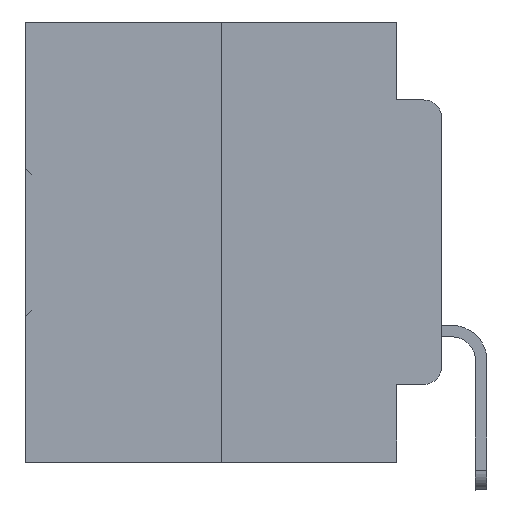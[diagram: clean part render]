
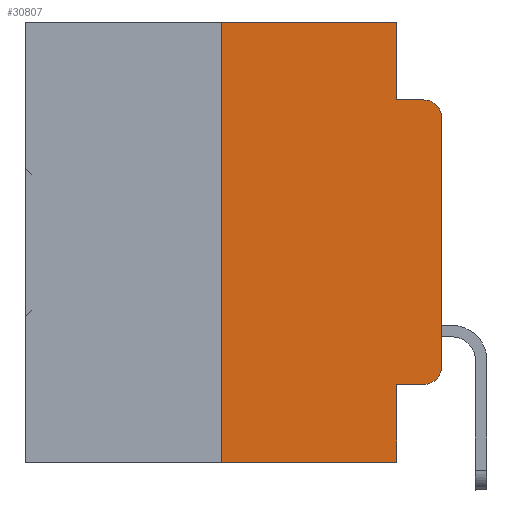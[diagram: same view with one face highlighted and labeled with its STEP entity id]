
A CAD part, left-side view. The second image highlights one B-rep face of the part: STEP entity #30807.
In plain terms, the highlighted planar face has unit normal (-1, 0, 0).
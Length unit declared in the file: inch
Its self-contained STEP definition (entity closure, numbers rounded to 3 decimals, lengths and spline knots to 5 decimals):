
#602 = DIRECTION ( 'NONE',  ( 0., 0., -1. ) ) ;
#679 = EDGE_CURVE ( 'NONE', #30221, #18146, #33800, .T. ) ;
#1684 = VECTOR ( 'NONE', #602, 39.37008 ) ;
#1893 = DIRECTION ( 'NONE',  ( 0., -1., 0. ) ) ;
#1900 = CARTESIAN_POINT ( 'NONE',  ( 0., 0.051, 0. ) ) ;
#2107 = CARTESIAN_POINT ( 'NONE',  ( 0., 0., -0.3915 ) ) ;
#2468 = VERTEX_POINT ( 'NONE', #2107 ) ;
#2889 = EDGE_CURVE ( 'NONE', #33868, #28949, #10628, .T. ) ;
#3167 = LINE ( 'NONE', #11755, #3925 ) ;
#3500 = AXIS2_PLACEMENT_3D ( 'NONE', #27166, #16287, #6120 ) ;
#3818 = DIRECTION ( 'NONE',  ( 0., -1., 0. ) ) ;
#3925 = VECTOR ( 'NONE', #13859, 39.37008 ) ;
#4279 = AXIS2_PLACEMENT_3D ( 'NONE', #33284, #28044, #6315 ) ;
#4475 = CARTESIAN_POINT ( 'NONE',  ( 0., 0.25, -0.5 ) ) ;
#5441 = CIRCLE ( 'NONE', #21144, 0.02 ) ;
#5638 = VECTOR ( 'NONE', #3818, 39.37008 ) ;
#6120 = DIRECTION ( 'NONE',  ( 0., 0., -1. ) ) ;
#6315 = DIRECTION ( 'NONE',  ( 0., 0., -1. ) ) ;
#6466 = VECTOR ( 'NONE', #1893, 39.37008 ) ;
#6473 = LINE ( 'NONE', #13987, #5638 ) ;
#7368 = DIRECTION ( 'NONE',  ( 0., -1., 0. ) ) ;
#7701 = ORIENTED_EDGE ( 'NONE', *, *, #17760, .T. ) ;
#7713 = EDGE_CURVE ( 'NONE', #28546, #2468, #24442, .T. ) ;
#7816 = LINE ( 'NONE', #21492, #16476 ) ;
#8999 = VERTEX_POINT ( 'NONE', #33464 ) ;
#9182 = CARTESIAN_POINT ( 'NONE',  ( 0., 0.02, -0.0885 ) ) ;
#9620 = DIRECTION ( 'NONE',  ( 0., 0., -1. ) ) ;
#10155 = EDGE_CURVE ( 'NONE', #29669, #28949, #5441, .T. ) ;
#10628 = LINE ( 'NONE', #34127, #6466 ) ;
#11654 = CARTESIAN_POINT ( 'NONE',  ( 0., 0.051, -0.0885 ) ) ;
#11755 = CARTESIAN_POINT ( 'NONE',  ( 0., 0., 0. ) ) ;
#12047 = EDGE_CURVE ( 'NONE', #30221, #28546, #20181, .T. ) ;
#12107 = CARTESIAN_POINT ( 'NONE',  ( 0., 0.473, -0.5 ) ) ;
#13754 = CARTESIAN_POINT ( 'NONE',  ( 0., 0.051, 0. ) ) ;
#13816 = CARTESIAN_POINT ( 'NONE',  ( 0., 0.051, -0.5 ) ) ;
#13859 = DIRECTION ( 'NONE',  ( 0., 0., 1. ) ) ;
#13987 = CARTESIAN_POINT ( 'NONE',  ( 0., 0.473, 0. ) ) ;
#14827 = CARTESIAN_POINT ( 'NONE',  ( 0., 0.02, -0.4115 ) ) ;
#15410 = ORIENTED_EDGE ( 'NONE', *, *, #17510, .F. ) ;
#16287 = DIRECTION ( 'NONE',  ( 1., 0., 0. ) ) ;
#16476 = VECTOR ( 'NONE', #18519, 39.37008 ) ;
#17510 = EDGE_CURVE ( 'NONE', #8999, #33868, #32505, .T. ) ;
#17738 = DIRECTION ( 'NONE',  ( 0., -1., 0. ) ) ;
#17760 = EDGE_CURVE ( 'NONE', #2468, #29669, #3167, .T. ) ;
#18146 = VERTEX_POINT ( 'NONE', #13816 ) ;
#18519 = DIRECTION ( 'NONE',  ( 0., 0., 1. ) ) ;
#18830 = DIRECTION ( 'NONE',  ( -1., 0., 0. ) ) ;
#19428 = EDGE_CURVE ( 'NONE', #34421, #8999, #6473, .T. ) ;
#20181 = LINE ( 'NONE', #33662, #29638 ) ;
#21144 = AXIS2_PLACEMENT_3D ( 'NONE', #32125, #18830, #29521 ) ;
#21170 = VERTEX_POINT ( 'NONE', #4475 ) ;
#21273 = ORIENTED_EDGE ( 'NONE', *, *, #12047, .T. ) ;
#21492 = CARTESIAN_POINT ( 'NONE',  ( 0., 0.25, 0. ) ) ;
#21506 = ORIENTED_EDGE ( 'NONE', *, *, #7713, .T. ) ;
#22207 = ORIENTED_EDGE ( 'NONE', *, *, #10155, .T. ) ;
#22530 = ORIENTED_EDGE ( 'NONE', *, *, #24407, .F. ) ;
#23338 = LINE ( 'NONE', #12107, #33731 ) ;
#23490 = CARTESIAN_POINT ( 'NONE',  ( 0., 0.25, 0. ) ) ;
#23621 = ORIENTED_EDGE ( 'NONE', *, *, #30563, .T. ) ;
#24360 = FACE_OUTER_BOUND ( 'NONE', #30620, .T. ) ;
#24407 = EDGE_CURVE ( 'NONE', #21170, #34421, #7816, .T. ) ;
#24442 = CIRCLE ( 'NONE', #4279, 0.02 ) ;
#24735 = ORIENTED_EDGE ( 'NONE', *, *, #2889, .F. ) ;
#24897 = CARTESIAN_POINT ( 'NONE',  ( 0., 0., -0.1085 ) ) ;
#27166 = CARTESIAN_POINT ( 'NONE',  ( 0., 0.473, 0. ) ) ;
#28044 = DIRECTION ( 'NONE',  ( -1., 0., 0. ) ) ;
#28497 = CARTESIAN_POINT ( 'NONE',  ( 0., 0.051, -0.4115 ) ) ;
#28546 = VERTEX_POINT ( 'NONE', #14827 ) ;
#28949 = VERTEX_POINT ( 'NONE', #9182 ) ;
#29521 = DIRECTION ( 'NONE',  ( 0., 0., -1. ) ) ;
#29638 = VECTOR ( 'NONE', #7368, 39.37008 ) ;
#29669 = VERTEX_POINT ( 'NONE', #24897 ) ;
#29954 = ORIENTED_EDGE ( 'NONE', *, *, #19428, .F. ) ;
#30221 = VERTEX_POINT ( 'NONE', #28497 ) ;
#30519 = ORIENTED_EDGE ( 'NONE', *, *, #679, .F. ) ;
#30563 = EDGE_CURVE ( 'NONE', #21170, #18146, #23338, .T. ) ;
#30620 = EDGE_LOOP ( 'NONE', ( #7701, #22207, #24735, #15410, #29954, #22530, #23621, #30519, #21273, #21506 ) ) ;
#30807 = ADVANCED_FACE ( 'NONE', ( #24360 ), #32569, .F. ) ;
#32125 = CARTESIAN_POINT ( 'NONE',  ( 0., 0.02, -0.1085 ) ) ;
#32505 = LINE ( 'NONE', #13754, #1684 ) ;
#32569 = PLANE ( 'NONE',  #3500 ) ;
#32784 = VECTOR ( 'NONE', #9620, 39.37008 ) ;
#33284 = CARTESIAN_POINT ( 'NONE',  ( 0., 0.02, -0.3915 ) ) ;
#33464 = CARTESIAN_POINT ( 'NONE',  ( 0., 0.051, 0. ) ) ;
#33662 = CARTESIAN_POINT ( 'NONE',  ( 0., 0.051, -0.4115 ) ) ;
#33731 = VECTOR ( 'NONE', #17738, 39.37008 ) ;
#33800 = LINE ( 'NONE', #1900, #32784 ) ;
#33868 = VERTEX_POINT ( 'NONE', #11654 ) ;
#34127 = CARTESIAN_POINT ( 'NONE',  ( 0., 0.051, -0.0885 ) ) ;
#34421 = VERTEX_POINT ( 'NONE', #23490 ) ;
